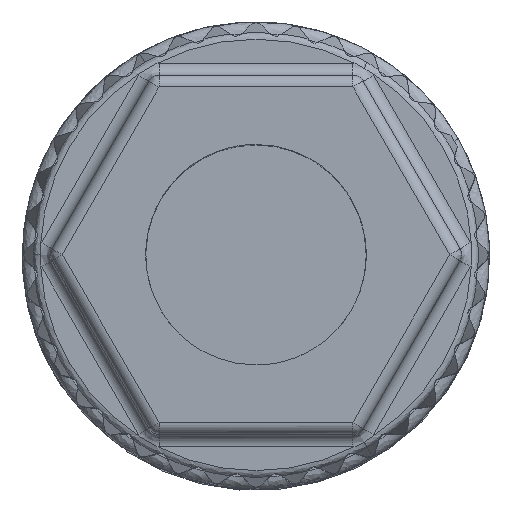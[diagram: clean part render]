
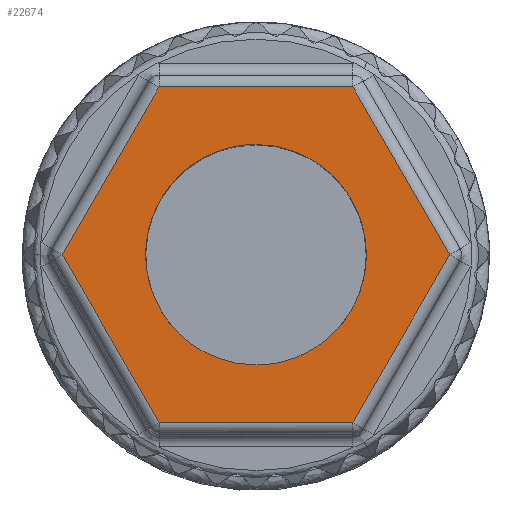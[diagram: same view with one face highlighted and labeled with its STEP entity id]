
A CAD part, top view. The second image highlights one B-rep face of the part: STEP entity #22674.
In plain terms, the highlighted planar face has unit normal (0, 0, 1).
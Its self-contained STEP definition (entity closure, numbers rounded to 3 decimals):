
#22540=AXIS2_PLACEMENT_3D('Plane Axis2P3D',#22537,#22538,#22539) ;
#22537=CARTESIAN_POINT('Axis2P3D Location',(-4.901,13.676,54.35)) ;
#22542=CARTESIAN_POINT('Line Origine',(9.75,16.75,54.35)) ;
#22546=CARTESIAN_POINT('Vertex',(13.791,16.75,54.35)) ;
#22548=CARTESIAN_POINT('Vertex',(5.709,16.75,54.35)) ;
#22551=CARTESIAN_POINT('Line Origine',(3.688,13.25,54.35)) ;
#22555=CARTESIAN_POINT('Vertex',(1.667,9.75,54.35)) ;
#22558=CARTESIAN_POINT('Line Origine',(3.688,6.25,54.35)) ;
#22562=CARTESIAN_POINT('Vertex',(5.709,2.75,54.35)) ;
#22565=CARTESIAN_POINT('Line Origine',(9.75,2.75,54.35)) ;
#22569=CARTESIAN_POINT('Vertex',(13.791,2.75,54.35)) ;
#22572=CARTESIAN_POINT('Line Origine',(15.812,6.25,54.35)) ;
#22576=CARTESIAN_POINT('Vertex',(17.833,9.75,54.35)) ;
#22579=CARTESIAN_POINT('Line Origine',(15.812,13.25,54.35)) ;
#22593=CARTESIAN_POINT('Control Point',(9.75,14.35,54.35)) ;
#22594=CARTESIAN_POINT('Control Point',(10.17,14.35,54.35)) ;
#22595=CARTESIAN_POINT('Control Point',(10.591,14.302,54.35)) ;
#22596=CARTESIAN_POINT('Control Point',(11.004,14.206,54.35)) ;
#22597=CARTESIAN_POINT('Control Point',(11.8,13.921,54.35)) ;
#22598=CARTESIAN_POINT('Control Point',(12.512,13.464,54.35)) ;
#22599=CARTESIAN_POINT('Control Point',(12.841,13.196,54.35)) ;
#22600=CARTESIAN_POINT('Control Point',(13.221,12.804,54.35)) ;
#22601=CARTESIAN_POINT('Control Point',(13.539,12.363,54.35)) ;
#22602=CARTESIAN_POINT('Control Point',(13.607,12.261,54.35)) ;
#22603=CARTESIAN_POINT('Control Point',(13.672,12.156,54.35)) ;
#22604=CARTESIAN_POINT('Control Point',(13.734,12.05,54.35)) ;
#22605=CARTESIAN_POINT('Vertex',(9.75,14.35,54.35)) ;
#22607=CARTESIAN_POINT('Vertex',(13.734,12.05,54.35)) ;
#22611=CARTESIAN_POINT('Control Point',(13.734,12.05,54.35)) ;
#22612=CARTESIAN_POINT('Control Point',(13.882,11.792,54.35)) ;
#22613=CARTESIAN_POINT('Control Point',(14.01,11.523,54.35)) ;
#22614=CARTESIAN_POINT('Control Point',(14.116,11.243,54.35)) ;
#22615=CARTESIAN_POINT('Control Point',(14.316,10.552,54.35)) ;
#22616=CARTESIAN_POINT('Control Point',(14.378,9.832,54.35)) ;
#22617=CARTESIAN_POINT('Control Point',(14.366,9.408,54.35)) ;
#22618=CARTESIAN_POINT('Control Point',(14.246,8.571,54.35)) ;
#22619=CARTESIAN_POINT('Control Point',(13.94,7.782,54.35)) ;
#22620=CARTESIAN_POINT('Control Point',(13.742,7.407,54.35)) ;
#22621=CARTESIAN_POINT('Control Point',(13.265,6.708,54.35)) ;
#22622=CARTESIAN_POINT('Control Point',(12.642,6.136,54.35)) ;
#22623=CARTESIAN_POINT('Control Point',(12.299,5.886,54.35)) ;
#22624=CARTESIAN_POINT('Control Point',(11.608,5.496,54.35)) ;
#22625=CARTESIAN_POINT('Control Point',(10.851,5.261,54.35)) ;
#22626=CARTESIAN_POINT('Control Point',(10.487,5.187,54.35)) ;
#22627=CARTESIAN_POINT('Control Point',(10.118,5.15,54.35)) ;
#22628=CARTESIAN_POINT('Control Point',(9.75,5.15,54.35)) ;
#22629=CARTESIAN_POINT('Vertex',(9.75,5.15,54.35)) ;
#22633=CARTESIAN_POINT('Control Point',(9.75,5.15,54.35)) ;
#22634=CARTESIAN_POINT('Control Point',(9.33,5.15,54.35)) ;
#22635=CARTESIAN_POINT('Control Point',(8.909,5.198,54.35)) ;
#22636=CARTESIAN_POINT('Control Point',(8.496,5.294,54.35)) ;
#22637=CARTESIAN_POINT('Control Point',(7.7,5.579,54.35)) ;
#22638=CARTESIAN_POINT('Control Point',(6.988,6.036,54.35)) ;
#22639=CARTESIAN_POINT('Control Point',(6.659,6.304,54.35)) ;
#22640=CARTESIAN_POINT('Control Point',(6.278,6.696,54.35)) ;
#22641=CARTESIAN_POINT('Control Point',(5.961,7.137,54.35)) ;
#22642=CARTESIAN_POINT('Control Point',(5.893,7.239,54.35)) ;
#22643=CARTESIAN_POINT('Control Point',(5.828,7.344,54.35)) ;
#22644=CARTESIAN_POINT('Control Point',(5.766,7.45,54.35)) ;
#22645=CARTESIAN_POINT('Vertex',(5.766,7.45,54.35)) ;
#22649=CARTESIAN_POINT('Control Point',(5.766,7.45,54.35)) ;
#22650=CARTESIAN_POINT('Control Point',(5.618,7.708,54.35)) ;
#22651=CARTESIAN_POINT('Control Point',(5.49,7.977,54.35)) ;
#22652=CARTESIAN_POINT('Control Point',(5.384,8.257,54.35)) ;
#22653=CARTESIAN_POINT('Control Point',(5.184,8.948,54.35)) ;
#22654=CARTESIAN_POINT('Control Point',(5.122,9.668,54.35)) ;
#22655=CARTESIAN_POINT('Control Point',(5.134,10.092,54.35)) ;
#22656=CARTESIAN_POINT('Control Point',(5.254,10.929,54.35)) ;
#22657=CARTESIAN_POINT('Control Point',(5.56,11.718,54.35)) ;
#22658=CARTESIAN_POINT('Control Point',(5.758,12.093,54.35)) ;
#22659=CARTESIAN_POINT('Control Point',(6.235,12.792,54.35)) ;
#22660=CARTESIAN_POINT('Control Point',(6.858,13.364,54.35)) ;
#22661=CARTESIAN_POINT('Control Point',(7.201,13.614,54.35)) ;
#22662=CARTESIAN_POINT('Control Point',(7.892,14.004,54.35)) ;
#22663=CARTESIAN_POINT('Control Point',(8.649,14.239,54.35)) ;
#22664=CARTESIAN_POINT('Control Point',(9.013,14.313,54.35)) ;
#22665=CARTESIAN_POINT('Control Point',(9.381,14.35,54.35)) ;
#22666=CARTESIAN_POINT('Control Point',(9.75,14.35,54.35)) ;
#22538=DIRECTION('Axis2P3D Direction',(0.,0.,1.)) ;
#22539=DIRECTION('Axis2P3D XDirection',(0.5,-0.866,0.)) ;
#22543=DIRECTION('Vector Direction',(-1.,0.,0.)) ;
#22552=DIRECTION('Vector Direction',(-0.5,-0.866,0.)) ;
#22559=DIRECTION('Vector Direction',(0.5,-0.866,0.)) ;
#22566=DIRECTION('Vector Direction',(1.,0.,0.)) ;
#22573=DIRECTION('Vector Direction',(0.5,0.866,0.)) ;
#22580=DIRECTION('Vector Direction',(-0.5,0.866,0.)) ;
#22544=VECTOR('Line Direction',#22543,1.) ;
#22553=VECTOR('Line Direction',#22552,1.) ;
#22560=VECTOR('Line Direction',#22559,1.) ;
#22567=VECTOR('Line Direction',#22566,1.) ;
#22574=VECTOR('Line Direction',#22573,1.) ;
#22581=VECTOR('Line Direction',#22580,1.) ;
#22585=ORIENTED_EDGE('',*,*,#22550,.T.) ;
#22586=ORIENTED_EDGE('',*,*,#22557,.T.) ;
#22587=ORIENTED_EDGE('',*,*,#22564,.T.) ;
#22588=ORIENTED_EDGE('',*,*,#22571,.T.) ;
#22589=ORIENTED_EDGE('',*,*,#22578,.T.) ;
#22590=ORIENTED_EDGE('',*,*,#22583,.T.) ;
#22669=ORIENTED_EDGE('',*,*,#22609,.T.) ;
#22670=ORIENTED_EDGE('',*,*,#22631,.T.) ;
#22671=ORIENTED_EDGE('',*,*,#22647,.T.) ;
#22672=ORIENTED_EDGE('',*,*,#22667,.T.) ;
#22673=FACE_BOUND('',#22668,.T.) ;
#22674=ADVANCED_FACE('Hauptkoerper',(#22591,#22673),#22541,.T.) ;
#22592=B_SPLINE_CURVE_WITH_KNOTS('',5,(#22593,#22594,#22595,#22596,#22597,#22598,#22599,#22600,#22601,#22602,#22603,#22604),.UNSPECIFIED.,.F.,.U.,(6,3,3,6),(0.,2.972,5.944,6.812),.UNSPECIFIED.) ;
#22610=B_SPLINE_CURVE_WITH_KNOTS('',5,(#22611,#22612,#22613,#22614,#22615,#22616,#22617,#22618,#22619,#22620,#22621,#22622,#22623,#22624,#22625,#22626,#22627,#22628),.UNSPECIFIED.,.F.,.U.,(6,3,3,3,3,6),(6.812,8.916,11.887,14.859,17.831,20.437),.UNSPECIFIED.) ;
#22632=B_SPLINE_CURVE_WITH_KNOTS('',5,(#22633,#22634,#22635,#22636,#22637,#22638,#22639,#22640,#22641,#22642,#22643,#22644),.UNSPECIFIED.,.F.,.U.,(6,3,3,6),(0.,2.972,5.944,6.812),.UNSPECIFIED.) ;
#22648=B_SPLINE_CURVE_WITH_KNOTS('',5,(#22649,#22650,#22651,#22652,#22653,#22654,#22655,#22656,#22657,#22658,#22659,#22660,#22661,#22662,#22663,#22664,#22665,#22666),.UNSPECIFIED.,.F.,.U.,(6,3,3,3,3,6),(6.812,8.916,11.887,14.859,17.831,20.437),.UNSPECIFIED.) ;
#22550=EDGE_CURVE('',#22547,#22549,#22545,.T.) ;
#22557=EDGE_CURVE('',#22549,#22556,#22554,.T.) ;
#22564=EDGE_CURVE('',#22556,#22563,#22561,.T.) ;
#22571=EDGE_CURVE('',#22563,#22570,#22568,.T.) ;
#22578=EDGE_CURVE('',#22570,#22577,#22575,.T.) ;
#22583=EDGE_CURVE('',#22577,#22547,#22582,.T.) ;
#22609=EDGE_CURVE('',#22606,#22608,#22592,.T.) ;
#22631=EDGE_CURVE('',#22608,#22630,#22610,.T.) ;
#22647=EDGE_CURVE('',#22630,#22646,#22632,.T.) ;
#22667=EDGE_CURVE('',#22646,#22606,#22648,.T.) ;
#22584=EDGE_LOOP('',(#22585,#22586,#22587,#22588,#22589,#22590)) ;
#22668=EDGE_LOOP('',(#22669,#22670,#22671,#22672)) ;
#22591=FACE_OUTER_BOUND('',#22584,.T.) ;
#22545=LINE('Line',#22542,#22544) ;
#22554=LINE('Line',#22551,#22553) ;
#22561=LINE('Line',#22558,#22560) ;
#22568=LINE('Line',#22565,#22567) ;
#22575=LINE('Line',#22572,#22574) ;
#22582=LINE('Line',#22579,#22581) ;
#22541=PLANE('',#22540) ;
#22547=VERTEX_POINT('',#22546) ;
#22549=VERTEX_POINT('',#22548) ;
#22556=VERTEX_POINT('',#22555) ;
#22563=VERTEX_POINT('',#22562) ;
#22570=VERTEX_POINT('',#22569) ;
#22577=VERTEX_POINT('',#22576) ;
#22606=VERTEX_POINT('',#22605) ;
#22608=VERTEX_POINT('',#22607) ;
#22630=VERTEX_POINT('',#22629) ;
#22646=VERTEX_POINT('',#22645) ;
